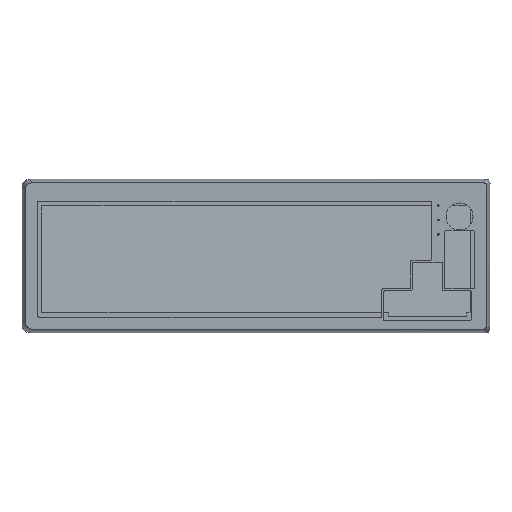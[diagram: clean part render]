
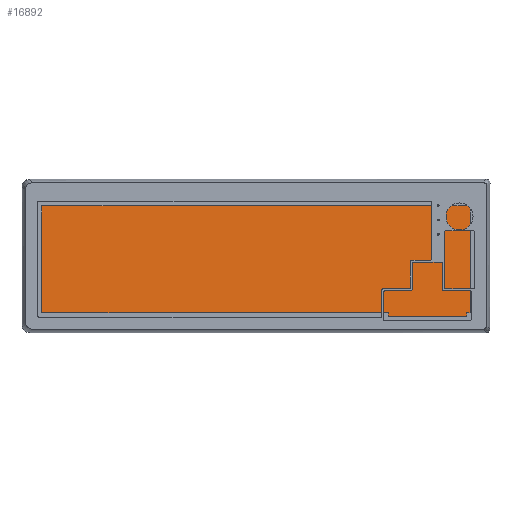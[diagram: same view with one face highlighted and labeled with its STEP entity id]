
A CAD part, top view. The second image highlights one B-rep face of the part: STEP entity #16892.
In plain terms, the highlighted planar face has unit normal (0, 0.07, 0.998).
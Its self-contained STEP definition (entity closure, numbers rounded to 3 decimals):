
#506=ELLIPSE('',#17580,5.163,5.15);
#507=ELLIPSE('',#17585,5.613,5.6);
#508=ELLIPSE('',#17587,5.613,5.6);
#509=ELLIPSE('',#17589,5.163,5.15);
#510=ELLIPSE('',#17594,5.614,5.6);
#511=ELLIPSE('',#17596,5.614,5.6);
#512=ELLIPSE('',#17600,5.163,5.15);
#513=ELLIPSE('',#17604,5.163,5.15);
#514=ELLIPSE('',#17609,5.613,5.6);
#515=ELLIPSE('',#17611,5.613,5.6);
#516=ELLIPSE('',#17613,5.163,5.15);
#517=ELLIPSE('',#17618,5.614,5.6);
#518=ELLIPSE('',#17620,5.614,5.6);
#519=ELLIPSE('',#17624,5.163,5.15);
#1872=PLANE('',#17627);
#2780=FACE_OUTER_BOUND('',#3780,.T.);
#3780=EDGE_LOOP('',(#15777,#15778,#15779,#15780,#15781,#15782,#15783,#15784,
#15785,#15786,#15787,#15788,#15789,#15790,#15791,#15792,#15793,#15794,#15795,
#15796));
#5202=LINE('',#29776,#6634);
#5203=LINE('',#29777,#6635);
#5216=LINE('',#29834,#6648);
#5217=LINE('',#29835,#6649);
#5218=LINE('',#29837,#6650);
#5219=LINE('',#29838,#6651);
#6634=VECTOR('',#20404,10.);
#6635=VECTOR('',#20405,10.);
#6648=VECTOR('',#20466,10.);
#6649=VECTOR('',#20467,10.);
#6650=VECTOR('',#20470,10.);
#6651=VECTOR('',#20471,10.);
#8411=VERTEX_POINT('',#29716);
#8413=VERTEX_POINT('',#29719);
#8415=VERTEX_POINT('',#29727);
#8418=VERTEX_POINT('',#29733);
#8419=VERTEX_POINT('',#29737);
#8421=VERTEX_POINT('',#29740);
#8423=VERTEX_POINT('',#29748);
#8426=VERTEX_POINT('',#29754);
#8429=VERTEX_POINT('',#29763);
#8430=VERTEX_POINT('',#29765);
#8433=VERTEX_POINT('',#29779);
#8435=VERTEX_POINT('',#29782);
#8437=VERTEX_POINT('',#29790);
#8440=VERTEX_POINT('',#29796);
#8441=VERTEX_POINT('',#29800);
#8443=VERTEX_POINT('',#29803);
#8445=VERTEX_POINT('',#29811);
#8448=VERTEX_POINT('',#29817);
#8451=VERTEX_POINT('',#29826);
#8452=VERTEX_POINT('',#29828);
#10852=EDGE_CURVE('',#8413,#8411,#506,.T.);
#10856=EDGE_CURVE('',#8413,#8415,#507,.T.);
#10860=EDGE_CURVE('',#8418,#8411,#508,.T.);
#10862=EDGE_CURVE('',#8421,#8419,#509,.T.);
#10866=EDGE_CURVE('',#8421,#8423,#510,.T.);
#10870=EDGE_CURVE('',#8426,#8419,#511,.T.);
#10874=EDGE_CURVE('',#8430,#8429,#512,.T.);
#10880=EDGE_CURVE('',#8423,#8429,#5202,.T.);
#10881=EDGE_CURVE('',#8430,#8418,#5203,.T.);
#10883=EDGE_CURVE('',#8435,#8433,#513,.T.);
#10887=EDGE_CURVE('',#8435,#8437,#514,.T.);
#10891=EDGE_CURVE('',#8440,#8433,#515,.T.);
#10893=EDGE_CURVE('',#8443,#8441,#516,.T.);
#10897=EDGE_CURVE('',#8443,#8445,#517,.T.);
#10901=EDGE_CURVE('',#8448,#8441,#518,.T.);
#10905=EDGE_CURVE('',#8452,#8451,#519,.T.);
#10908=EDGE_CURVE('',#8437,#8451,#5216,.T.);
#10909=EDGE_CURVE('',#8452,#8448,#5217,.T.);
#10910=EDGE_CURVE('',#8445,#8426,#5218,.T.);
#10911=EDGE_CURVE('',#8415,#8440,#5219,.T.);
#15777=ORIENTED_EDGE('',*,*,#10852,.T.);
#15778=ORIENTED_EDGE('',*,*,#10860,.F.);
#15779=ORIENTED_EDGE('',*,*,#10881,.F.);
#15780=ORIENTED_EDGE('',*,*,#10874,.T.);
#15781=ORIENTED_EDGE('',*,*,#10880,.F.);
#15782=ORIENTED_EDGE('',*,*,#10866,.F.);
#15783=ORIENTED_EDGE('',*,*,#10862,.T.);
#15784=ORIENTED_EDGE('',*,*,#10870,.F.);
#15785=ORIENTED_EDGE('',*,*,#10910,.F.);
#15786=ORIENTED_EDGE('',*,*,#10897,.F.);
#15787=ORIENTED_EDGE('',*,*,#10893,.T.);
#15788=ORIENTED_EDGE('',*,*,#10901,.F.);
#15789=ORIENTED_EDGE('',*,*,#10909,.F.);
#15790=ORIENTED_EDGE('',*,*,#10905,.T.);
#15791=ORIENTED_EDGE('',*,*,#10908,.F.);
#15792=ORIENTED_EDGE('',*,*,#10887,.F.);
#15793=ORIENTED_EDGE('',*,*,#10883,.T.);
#15794=ORIENTED_EDGE('',*,*,#10891,.F.);
#15795=ORIENTED_EDGE('',*,*,#10911,.F.);
#15796=ORIENTED_EDGE('',*,*,#10856,.F.);
#16892=ADVANCED_FACE('',(#2780),#1872,.F.);
#17580=AXIS2_PLACEMENT_3D('',#29720,#20344,#20345);
#17585=AXIS2_PLACEMENT_3D('',#29728,#20355,#20356);
#17587=AXIS2_PLACEMENT_3D('',#29735,#20361,#20362);
#17589=AXIS2_PLACEMENT_3D('',#29741,#20366,#20367);
#17594=AXIS2_PLACEMENT_3D('',#29749,#20377,#20378);
#17596=AXIS2_PLACEMENT_3D('',#29756,#20383,#20384);
#17600=AXIS2_PLACEMENT_3D('',#29766,#20393,#20394);
#17604=AXIS2_PLACEMENT_3D('',#29783,#20409,#20410);
#17609=AXIS2_PLACEMENT_3D('',#29791,#20420,#20421);
#17611=AXIS2_PLACEMENT_3D('',#29798,#20426,#20427);
#17613=AXIS2_PLACEMENT_3D('',#29804,#20431,#20432);
#17618=AXIS2_PLACEMENT_3D('',#29812,#20442,#20443);
#17620=AXIS2_PLACEMENT_3D('',#29819,#20448,#20449);
#17624=AXIS2_PLACEMENT_3D('',#29829,#20458,#20459);
#17627=AXIS2_PLACEMENT_3D('',#29836,#20468,#20469);
#20344=DIRECTION('center_axis',(0.,-0.07,
-0.998));
#20345=DIRECTION('ref_axis',(0.,-0.998,0.07));
#20355=DIRECTION('center_axis',(0.,-0.07,
-0.998));
#20356=DIRECTION('ref_axis',(0.,-0.998,0.07));
#20361=DIRECTION('center_axis',(0.,-0.07,
-0.998));
#20362=DIRECTION('ref_axis',(0.,-0.998,0.07));
#20366=DIRECTION('center_axis',(0.,-0.07,
-0.998));
#20367=DIRECTION('ref_axis',(0.,-0.998,0.07));
#20377=DIRECTION('center_axis',(0.,-0.07,
-0.998));
#20378=DIRECTION('ref_axis',(0.,-0.998,0.07));
#20383=DIRECTION('center_axis',(0.,-0.07,
-0.998));
#20384=DIRECTION('ref_axis',(0.,-0.998,0.07));
#20393=DIRECTION('center_axis',(0.,-0.07,
-0.998));
#20394=DIRECTION('ref_axis',(0.,-0.998,0.07));
#20404=DIRECTION('',(-1.,0.,0.));
#20405=DIRECTION('',(-1.,0.,0.));
#20409=DIRECTION('center_axis',(0.,-0.07,
-0.998));
#20410=DIRECTION('ref_axis',(0.,-0.998,0.07));
#20420=DIRECTION('center_axis',(0.,-0.07,
-0.998));
#20421=DIRECTION('ref_axis',(0.,0.998,-0.07));
#20426=DIRECTION('center_axis',(0.,-0.07,
-0.998));
#20427=DIRECTION('ref_axis',(0.,0.998,-0.07));
#20431=DIRECTION('center_axis',(0.,-0.07,
-0.998));
#20432=DIRECTION('ref_axis',(0.,-0.998,0.07));
#20442=DIRECTION('center_axis',(0.,-0.07,
-0.998));
#20443=DIRECTION('ref_axis',(0.,0.998,-0.07));
#20448=DIRECTION('center_axis',(0.,-0.07,
-0.998));
#20449=DIRECTION('ref_axis',(0.,0.998,-0.07));
#20458=DIRECTION('center_axis',(0.,-0.07,
-0.998));
#20459=DIRECTION('ref_axis',(0.,-0.998,0.07));
#20466=DIRECTION('',(1.,0.,0.));
#20467=DIRECTION('',(1.,0.,0.));
#20468=DIRECTION('center_axis',(0.,-0.07,
-0.998));
#20469=DIRECTION('ref_axis',(1.,0.,0.));
#20470=DIRECTION('',(0.,-0.998,0.07));
#20471=DIRECTION('',(0.,0.998,-0.07));
#29716=CARTESIAN_POINT('',(10.25,-89.617,-8.891));
#29719=CARTESIAN_POINT('',(5.262,-84.451,-9.252));
#29720=CARTESIAN_POINT('Origin',(5.1,-89.599,-8.892));
#29727=CARTESIAN_POINT('',(5.248,-84.049,-9.28));
#29728=CARTESIAN_POINT('Origin',(10.847,-84.049,-9.28));
#29733=CARTESIAN_POINT('',(10.847,-89.649,-8.888));
#29735=CARTESIAN_POINT('Origin',(10.847,-84.049,-9.28));
#29737=CARTESIAN_POINT('',(299.394,-84.449,-9.252));
#29740=CARTESIAN_POINT('',(294.209,-89.634,-8.889));
#29741=CARTESIAN_POINT('Origin',(299.359,-89.599,-8.892));
#29748=CARTESIAN_POINT('',(293.808,-89.649,-8.888));
#29749=CARTESIAN_POINT('Origin',(293.808,-84.049,-9.28));
#29754=CARTESIAN_POINT('',(299.408,-84.049,-9.28));
#29756=CARTESIAN_POINT('Origin',(293.808,-84.049,-9.28));
#29763=CARTESIAN_POINT('',(171.79,-89.649,-8.888));
#29765=CARTESIAN_POINT('',(161.906,-89.649,-8.888));
#29766=CARTESIAN_POINT('Origin',(166.848,-91.099,-8.787));
#29776=CARTESIAN_POINT('',(81.588,-89.649,-8.888));
#29777=CARTESIAN_POINT('',(81.588,-89.649,-8.888));
#29779=CARTESIAN_POINT('',(5.262,-10.247,-14.441));
#29782=CARTESIAN_POINT('',(10.25,-5.081,-14.802));
#29783=CARTESIAN_POINT('Origin',(5.1,-5.1,-14.801));
#29790=CARTESIAN_POINT('',(10.847,-5.049,-14.804));
#29791=CARTESIAN_POINT('Origin',(10.847,-10.649,-14.413));
#29796=CARTESIAN_POINT('',(5.248,-10.649,-14.413));
#29798=CARTESIAN_POINT('Origin',(10.847,-10.649,-14.413));
#29800=CARTESIAN_POINT('',(294.209,-5.063,-14.803));
#29803=CARTESIAN_POINT('',(299.394,-10.25,-14.44));
#29804=CARTESIAN_POINT('Origin',(299.359,-5.1,-14.801));
#29811=CARTESIAN_POINT('',(299.408,-10.649,-14.413));
#29812=CARTESIAN_POINT('Origin',(293.808,-10.649,-14.413));
#29817=CARTESIAN_POINT('',(293.808,-5.049,-14.804));
#29819=CARTESIAN_POINT('Origin',(293.808,-10.649,-14.413));
#29826=CARTESIAN_POINT('',(161.906,-5.049,-14.804));
#29828=CARTESIAN_POINT('',(171.79,-5.049,-14.804));
#29829=CARTESIAN_POINT('Origin',(166.848,-3.6,-14.905));
#29834=CARTESIAN_POINT('',(223.068,-5.049,-14.804));
#29835=CARTESIAN_POINT('',(223.068,-5.049,-14.804));
#29836=CARTESIAN_POINT('Origin',(152.328,-47.265,-11.852));
#29837=CARTESIAN_POINT('',(299.408,-65.931,-10.547));
#29838=CARTESIAN_POINT('',(5.248,-29.41,-13.101));
